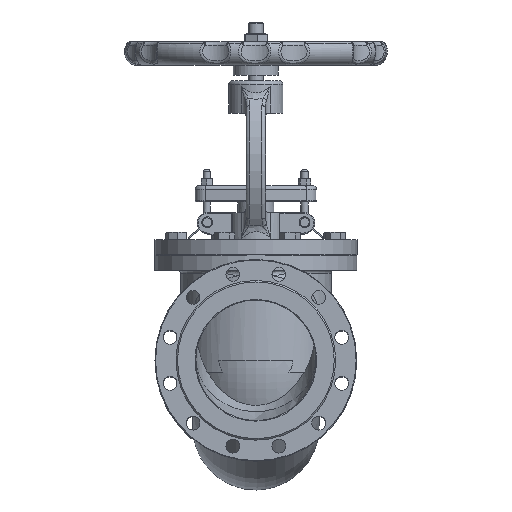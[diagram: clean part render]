
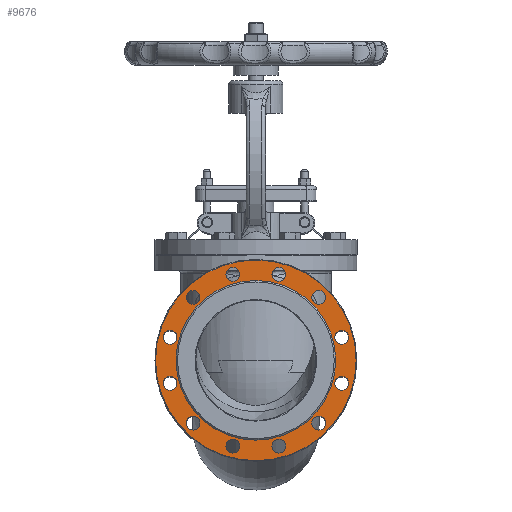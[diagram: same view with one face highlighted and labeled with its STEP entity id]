
A CAD part, top view. The second image highlights one B-rep face of the part: STEP entity #9676.
In plain terms, the highlighted planar face has unit normal (0, 0, 1).
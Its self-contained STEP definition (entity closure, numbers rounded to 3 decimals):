
#265=FACE_BOUND('',#3021,.T.);
#266=FACE_BOUND('',#3022,.T.);
#267=FACE_BOUND('',#3023,.T.);
#268=FACE_BOUND('',#3024,.T.);
#269=FACE_BOUND('',#3025,.T.);
#270=FACE_BOUND('',#3026,.T.);
#271=FACE_BOUND('',#3027,.T.);
#272=FACE_BOUND('',#3028,.T.);
#273=FACE_BOUND('',#3029,.T.);
#274=FACE_BOUND('',#3030,.T.);
#275=FACE_BOUND('',#3031,.T.);
#276=FACE_BOUND('',#3032,.T.);
#277=FACE_BOUND('',#3033,.T.);
#1239=CIRCLE('',#10555,166.5);
#1240=CIRCLE('',#10557,132.5);
#1241=CIRCLE('',#10558,11.5);
#1242=CIRCLE('',#10559,11.5);
#1243=CIRCLE('',#10560,11.5);
#1244=CIRCLE('',#10561,11.5);
#1245=CIRCLE('',#10562,11.5);
#1246=CIRCLE('',#10563,11.5);
#1247=CIRCLE('',#10564,11.5);
#1248=CIRCLE('',#10565,11.5);
#1249=CIRCLE('',#10566,11.5);
#1250=CIRCLE('',#10567,11.5);
#1251=CIRCLE('',#10568,11.5);
#1252=CIRCLE('',#10569,11.5);
#1916=PLANE('',#10556);
#2356=FACE_OUTER_BOUND('',#3020,.T.);
#3020=EDGE_LOOP('',(#6880));
#3021=EDGE_LOOP('',(#6881));
#3022=EDGE_LOOP('',(#6882));
#3023=EDGE_LOOP('',(#6883));
#3024=EDGE_LOOP('',(#6884));
#3025=EDGE_LOOP('',(#6885));
#3026=EDGE_LOOP('',(#6886));
#3027=EDGE_LOOP('',(#6887));
#3028=EDGE_LOOP('',(#6888));
#3029=EDGE_LOOP('',(#6889));
#3030=EDGE_LOOP('',(#6890));
#3031=EDGE_LOOP('',(#6891));
#3032=EDGE_LOOP('',(#6892));
#3033=EDGE_LOOP('',(#6893));
#4109=VERTEX_POINT('',#18080);
#4110=VERTEX_POINT('',#18084);
#4111=VERTEX_POINT('',#18086);
#4112=VERTEX_POINT('',#18088);
#4113=VERTEX_POINT('',#18090);
#4114=VERTEX_POINT('',#18092);
#4115=VERTEX_POINT('',#18094);
#4116=VERTEX_POINT('',#18096);
#4117=VERTEX_POINT('',#18098);
#4118=VERTEX_POINT('',#18100);
#4119=VERTEX_POINT('',#18102);
#4120=VERTEX_POINT('',#18104);
#4121=VERTEX_POINT('',#18106);
#4122=VERTEX_POINT('',#18108);
#5096=EDGE_CURVE('',#4109,#4109,#1239,.T.);
#5098=EDGE_CURVE('',#4110,#4110,#1240,.T.);
#5099=EDGE_CURVE('',#4111,#4111,#1241,.T.);
#5100=EDGE_CURVE('',#4112,#4112,#1242,.T.);
#5101=EDGE_CURVE('',#4113,#4113,#1243,.T.);
#5102=EDGE_CURVE('',#4114,#4114,#1244,.T.);
#5103=EDGE_CURVE('',#4115,#4115,#1245,.T.);
#5104=EDGE_CURVE('',#4116,#4116,#1246,.T.);
#5105=EDGE_CURVE('',#4117,#4117,#1247,.T.);
#5106=EDGE_CURVE('',#4118,#4118,#1248,.T.);
#5107=EDGE_CURVE('',#4119,#4119,#1249,.T.);
#5108=EDGE_CURVE('',#4120,#4120,#1250,.T.);
#5109=EDGE_CURVE('',#4121,#4121,#1251,.T.);
#5110=EDGE_CURVE('',#4122,#4122,#1252,.T.);
#6880=ORIENTED_EDGE('',*,*,#5096,.F.);
#6881=ORIENTED_EDGE('',*,*,#5098,.F.);
#6882=ORIENTED_EDGE('',*,*,#5099,.T.);
#6883=ORIENTED_EDGE('',*,*,#5100,.T.);
#6884=ORIENTED_EDGE('',*,*,#5101,.T.);
#6885=ORIENTED_EDGE('',*,*,#5102,.T.);
#6886=ORIENTED_EDGE('',*,*,#5103,.T.);
#6887=ORIENTED_EDGE('',*,*,#5104,.T.);
#6888=ORIENTED_EDGE('',*,*,#5105,.T.);
#6889=ORIENTED_EDGE('',*,*,#5106,.T.);
#6890=ORIENTED_EDGE('',*,*,#5107,.T.);
#6891=ORIENTED_EDGE('',*,*,#5108,.T.);
#6892=ORIENTED_EDGE('',*,*,#5109,.T.);
#6893=ORIENTED_EDGE('',*,*,#5110,.T.);
#9676=ADVANCED_FACE('',(#2356,#265,#266,#267,#268,#269,#270,#271,#272,#273,
#274,#275,#276,#277),#1916,.T.);
#10555=AXIS2_PLACEMENT_3D('',#18081,#12137,#12138);
#10556=AXIS2_PLACEMENT_3D('',#18083,#12140,#12141);
#10557=AXIS2_PLACEMENT_3D('',#18085,#12142,#12143);
#10558=AXIS2_PLACEMENT_3D('',#18087,#12144,#12145);
#10559=AXIS2_PLACEMENT_3D('',#18089,#12146,#12147);
#10560=AXIS2_PLACEMENT_3D('',#18091,#12148,#12149);
#10561=AXIS2_PLACEMENT_3D('',#18093,#12150,#12151);
#10562=AXIS2_PLACEMENT_3D('',#18095,#12152,#12153);
#10563=AXIS2_PLACEMENT_3D('',#18097,#12154,#12155);
#10564=AXIS2_PLACEMENT_3D('',#18099,#12156,#12157);
#10565=AXIS2_PLACEMENT_3D('',#18101,#12158,#12159);
#10566=AXIS2_PLACEMENT_3D('',#18103,#12160,#12161);
#10567=AXIS2_PLACEMENT_3D('',#18105,#12162,#12163);
#10568=AXIS2_PLACEMENT_3D('',#18107,#12164,#12165);
#10569=AXIS2_PLACEMENT_3D('',#18109,#12166,#12167);
#12137=DIRECTION('center_axis',(0.,0.,-1.));
#12138=DIRECTION('ref_axis',(-1.,0.,0.));
#12140=DIRECTION('center_axis',(0.,0.,1.));
#12141=DIRECTION('ref_axis',(1.,0.,0.));
#12142=DIRECTION('center_axis',(0.,0.,1.));
#12143=DIRECTION('ref_axis',(-1.,0.,0.));
#12144=DIRECTION('center_axis',(0.,0.,-1.));
#12145=DIRECTION('ref_axis',(-1.,0.,0.));
#12146=DIRECTION('center_axis',(0.,0.,-1.));
#12147=DIRECTION('ref_axis',(-1.,0.,0.));
#12148=DIRECTION('center_axis',(0.,0.,-1.));
#12149=DIRECTION('ref_axis',(-1.,0.,0.));
#12150=DIRECTION('center_axis',(0.,0.,-1.));
#12151=DIRECTION('ref_axis',(-1.,0.,0.));
#12152=DIRECTION('center_axis',(0.,0.,-1.));
#12153=DIRECTION('ref_axis',(-1.,0.,0.));
#12154=DIRECTION('center_axis',(0.,0.,-1.));
#12155=DIRECTION('ref_axis',(-1.,0.,0.));
#12156=DIRECTION('center_axis',(0.,0.,-1.));
#12157=DIRECTION('ref_axis',(-1.,0.,0.));
#12158=DIRECTION('center_axis',(0.,0.,-1.));
#12159=DIRECTION('ref_axis',(-1.,0.,0.));
#12160=DIRECTION('center_axis',(0.,0.,-1.));
#12161=DIRECTION('ref_axis',(-1.,0.,0.));
#12162=DIRECTION('center_axis',(0.,0.,-1.));
#12163=DIRECTION('ref_axis',(-1.,0.,0.));
#12164=DIRECTION('center_axis',(0.,0.,-1.));
#12165=DIRECTION('ref_axis',(-1.,0.,0.));
#12166=DIRECTION('center_axis',(0.,0.,-1.));
#12167=DIRECTION('ref_axis',(-1.,0.,0.));
#18080=CARTESIAN_POINT('',(166.5,0.,25.));
#18081=CARTESIAN_POINT('Origin',(0.,0.,25.));
#18083=CARTESIAN_POINT('Origin',(0.,0.,25.));
#18084=CARTESIAN_POINT('',(132.5,0.,25.));
#18085=CARTESIAN_POINT('Origin',(0.,0.,25.));
#18086=CARTESIAN_POINT('',(153.974,-38.176,25.));
#18087=CARTESIAN_POINT('Origin',(142.474,-38.176,25.));
#18088=CARTESIAN_POINT('',(153.974,38.176,25.));
#18089=CARTESIAN_POINT('Origin',(142.474,38.176,25.));
#18090=CARTESIAN_POINT('',(115.798,104.298,25.));
#18091=CARTESIAN_POINT('Origin',(104.298,104.298,25.));
#18092=CARTESIAN_POINT('',(49.676,142.474,25.));
#18093=CARTESIAN_POINT('Origin',(38.176,142.474,25.));
#18094=CARTESIAN_POINT('',(-26.676,142.474,25.));
#18095=CARTESIAN_POINT('Origin',(-38.176,142.474,25.));
#18096=CARTESIAN_POINT('',(-92.798,104.298,25.));
#18097=CARTESIAN_POINT('Origin',(-104.298,104.298,25.));
#18098=CARTESIAN_POINT('',(-130.974,38.176,25.));
#18099=CARTESIAN_POINT('Origin',(-142.474,38.176,25.));
#18100=CARTESIAN_POINT('',(-130.974,-38.176,25.));
#18101=CARTESIAN_POINT('Origin',(-142.474,-38.176,25.));
#18102=CARTESIAN_POINT('',(-92.798,-104.298,25.));
#18103=CARTESIAN_POINT('Origin',(-104.298,-104.298,25.));
#18104=CARTESIAN_POINT('',(-26.676,-142.474,25.));
#18105=CARTESIAN_POINT('Origin',(-38.176,-142.474,25.));
#18106=CARTESIAN_POINT('',(49.676,-142.474,25.));
#18107=CARTESIAN_POINT('Origin',(38.176,-142.474,25.));
#18108=CARTESIAN_POINT('',(115.798,-104.298,25.));
#18109=CARTESIAN_POINT('Origin',(104.298,-104.298,25.));
